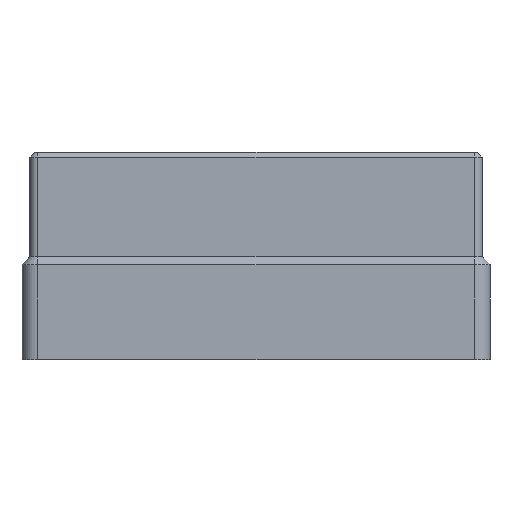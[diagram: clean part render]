
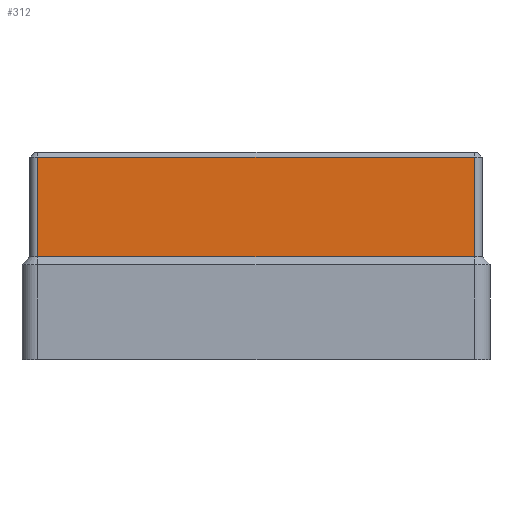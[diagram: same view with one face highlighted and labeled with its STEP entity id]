
A CAD part, left-side view. The second image highlights one B-rep face of the part: STEP entity #312.
In plain terms, the highlighted planar face has unit normal (-1, 0, 0).
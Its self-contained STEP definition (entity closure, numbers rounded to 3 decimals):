
#35 = CARTESIAN_POINT ( 'NONE',  ( -14.3, 13.8, -3.45 ) ) ;
#73 = EDGE_LOOP ( 'NONE', ( #649, #1074, #646, #810 ) ) ;
#75 = FACE_OUTER_BOUND ( 'NONE', #73, .T. ) ;
#91 = CARTESIAN_POINT ( 'NONE',  ( -14.3, -13.8, -6.6 ) ) ;
#132 = CARTESIAN_POINT ( 'NONE',  ( -14.3, 13.8, -6.6 ) ) ;
#242 = DIRECTION ( 'NONE',  ( 0., -1., 0. ) ) ;
#250 = EDGE_CURVE ( 'NONE', #1066, #1023, #761, .T. ) ;
#277 = VECTOR ( 'NONE', #690, 1000. ) ;
#312 = ADVANCED_FACE ( 'NONE', ( #75 ), #438, .T. ) ;
#344 = DIRECTION ( 'NONE',  ( 0., 0., 1. ) ) ;
#358 = CARTESIAN_POINT ( 'NONE',  ( -14.3, 0., -6.6 ) ) ;
#359 = DIRECTION ( 'NONE',  ( 0., 0., 1. ) ) ;
#403 = DIRECTION ( 'NONE',  ( 0., 0., -1. ) ) ;
#422 = VECTOR ( 'NONE', #403, 1000. ) ;
#438 = PLANE ( 'NONE',  #1055 ) ;
#646 = ORIENTED_EDGE ( 'NONE', *, *, #250, .T. ) ;
#649 = ORIENTED_EDGE ( 'NONE', *, *, #1156, .T. ) ;
#661 = LINE ( 'NONE', #1022, #697 ) ;
#690 = DIRECTION ( 'NONE',  ( 0., -1., 0. ) ) ;
#697 = VECTOR ( 'NONE', #242, 1000. ) ;
#761 = LINE ( 'NONE', #1126, #782 ) ;
#772 = VERTEX_POINT ( 'NONE', #132 ) ;
#776 = CARTESIAN_POINT ( 'NONE',  ( -14.3, -13.8, -6.6 ) ) ;
#782 = VECTOR ( 'NONE', #344, 1000. ) ;
#810 = ORIENTED_EDGE ( 'NONE', *, *, #837, .F. ) ;
#824 = LINE ( 'NONE', #35, #422 ) ;
#825 = CARTESIAN_POINT ( 'NONE',  ( -14.3, -13.8, -0.3 ) ) ;
#837 = EDGE_CURVE ( 'NONE', #862, #1023, #661, .T. ) ;
#845 = CARTESIAN_POINT ( 'NONE',  ( -14.3, 13.8, -0.3 ) ) ;
#862 = VERTEX_POINT ( 'NONE', #845 ) ;
#865 = EDGE_CURVE ( 'NONE', #772, #1066, #1142, .T. ) ;
#1022 = CARTESIAN_POINT ( 'NONE',  ( -14.3, 0., -0.3 ) ) ;
#1023 = VERTEX_POINT ( 'NONE', #825 ) ;
#1055 = AXIS2_PLACEMENT_3D ( 'NONE', #776, #1143, #359 ) ;
#1066 = VERTEX_POINT ( 'NONE', #91 ) ;
#1074 = ORIENTED_EDGE ( 'NONE', *, *, #865, .T. ) ;
#1126 = CARTESIAN_POINT ( 'NONE',  ( -14.3, -13.8, -3.45 ) ) ;
#1142 = LINE ( 'NONE', #358, #277 ) ;
#1143 = DIRECTION ( 'NONE',  ( -1., 0., 0. ) ) ;
#1156 = EDGE_CURVE ( 'NONE', #862, #772, #824, .T. ) ;
